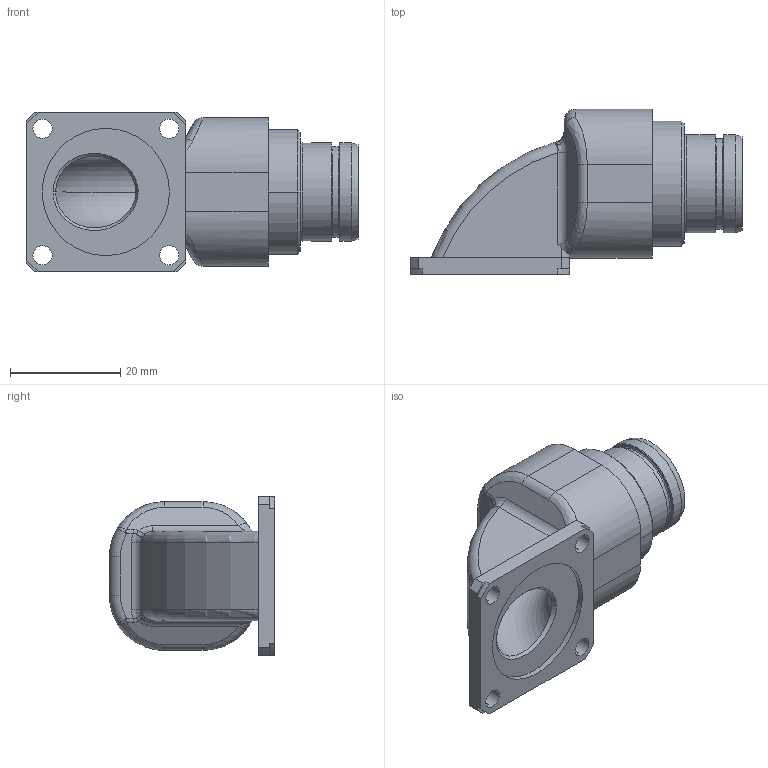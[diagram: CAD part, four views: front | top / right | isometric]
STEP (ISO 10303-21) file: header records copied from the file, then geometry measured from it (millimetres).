
FILE_DESCRIPTION((''),'2;1');
FILE_NAME('1331EC295MZ','2024-07-22T11:34:45',('paultorloting'),('NET AG system integration'),'CREO PARAMETRIC BY PTC INC, 2021404','CREO PARAMETRIC BY PTC INC, 2021404','');
FILE_SCHEMA(('AUTOMOTIVE_DESIGN { 1 0 10303 214 1 1 1 1 }'));
Length unit declared in the file: millimetre
Products named in the file (1): 1331EC295MZ
Bounding box: 60.3 x 30 x 29 mm (x, y, z)
Volume: 16184.7 mm3; surface area: 11792 mm2
Topology: 1 solids, 1 shells, 789 faces, 2056 edges, 1335 vertices
Faces by surface type: plane 437, cylinder 207, cone 72, torus 41, bspline 32
Entity records: 29410 total; most frequent: CARTESIAN_POINT 6404, ORIENTED_EDGE 4092, DIRECTION 3997, EDGE_CURVE 2046, AXIS2_PLACEMENT_3D 1345, VERTEX_POINT 1336, VECTOR 1304, LINE 1304
